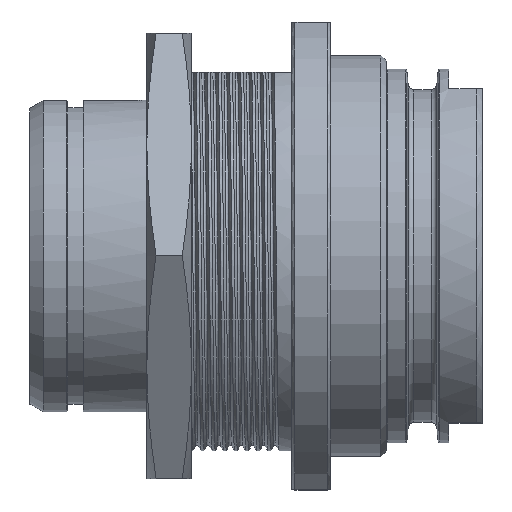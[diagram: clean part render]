
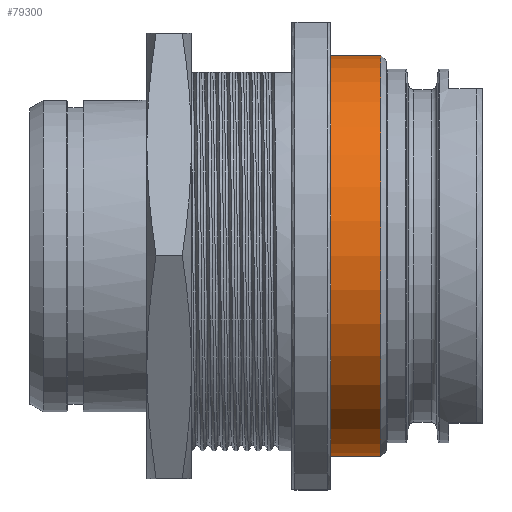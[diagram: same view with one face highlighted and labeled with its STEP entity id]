
A CAD part, top view. The second image highlights one B-rep face of the part: STEP entity #79300.
In plain terms, the highlighted cylindrical face has radius 18 mm (diameter 36 mm), a partial arc.
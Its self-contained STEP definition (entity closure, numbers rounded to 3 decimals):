
#4018=CARTESIAN_POINT('',(8.,0.,0.));
#4019=DIRECTION('',(1.,0.,0.));
#4020=DIRECTION('',(0.,1.,0.));
#4021=AXIS2_PLACEMENT_3D('',#4018,#4019,#4020);
#4023=DIRECTION('',(-1.,0.,0.));
#4024=VECTOR('',#4023,4.5);
#4025=CARTESIAN_POINT('',(8.,18.,0.));
#4026=LINE('5698',#4025,#4024);
#4027=DIRECTION('',(-1.,0.,0.));
#4028=VECTOR('',#4027,4.5);
#4029=CARTESIAN_POINT('',(8.,-18.,0.));
#4030=LINE('5699',#4029,#4028);
#4044=CARTESIAN_POINT('',(3.5,0.,0.));
#4045=DIRECTION('',(1.,0.,0.));
#4046=DIRECTION('',(0.,1.,0.));
#4047=AXIS2_PLACEMENT_3D('',#4044,#4045,#4046);
#57744=CARTESIAN_POINT('',(8.,18.,0.));
#57745=CARTESIAN_POINT('',(3.5,18.,0.));
#57746=VERTEX_POINT('',#57744);
#57747=VERTEX_POINT('',#57745);
#57748=CARTESIAN_POINT('',(8.,-18.,0.));
#57749=CARTESIAN_POINT('',(3.5,-18.,0.));
#57750=VERTEX_POINT('',#57748);
#57751=VERTEX_POINT('',#57749);
#79286=CARTESIAN_POINT('',(-25.1,0.,0.));
#79287=DIRECTION('',(1.,0.,0.));
#79288=DIRECTION('',(0.,-1.,0.));
#79289=AXIS2_PLACEMENT_3D('',#79286,#79287,#79288);
#79290=CYLINDRICAL_SURFACE('246',#79289,18.);
#79292=ORIENTED_EDGE('5698',*,*,#79291,.F.);
#79293=ORIENTED_EDGE('5723',*,*,#79281,.T.);
#79295=ORIENTED_EDGE('5699',*,*,#79294,.T.);
#79297=ORIENTED_EDGE('5700',*,*,#79296,.F.);
#79298=EDGE_LOOP('246',(#79292,#79293,#79295,#79297));
#79299=FACE_OUTER_BOUND('246',#79298,.F.);
#4022=CIRCLE('5723',#4021,18.);
#4048=CIRCLE('5700',#4047,18.);
#79281=EDGE_CURVE('5723',#57746,#57750,#4022,.T.);
#79291=EDGE_CURVE('5698',#57746,#57747,#4026,.T.);
#79294=EDGE_CURVE('5699',#57750,#57751,#4030,.T.);
#79296=EDGE_CURVE('5700',#57747,#57751,#4048,.T.);
#79300=ADVANCED_FACE('246',(#79299),#79290,.T.);
